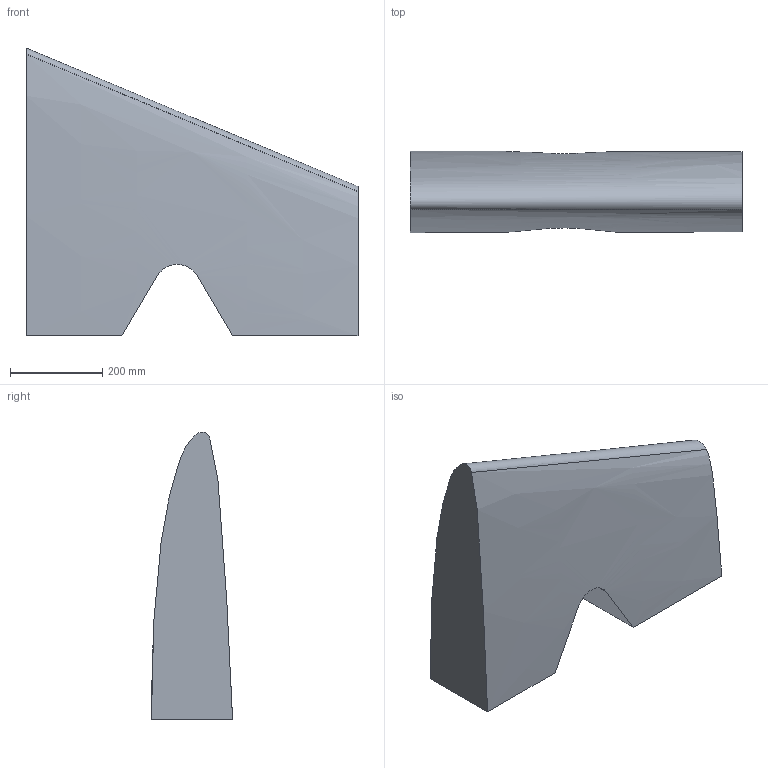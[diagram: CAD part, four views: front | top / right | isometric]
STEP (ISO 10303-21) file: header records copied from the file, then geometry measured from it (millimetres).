
FILE_DESCRIPTION (( 'STEP AP214' ), '1' );
FILE_NAME ('Wing tank.STEP', '2024-11-18T15:42:57', ( '' ), ( '' ), 'SwSTEP 2.0', 'SolidWorks 2017', '' );
FILE_SCHEMA (( 'AUTOMOTIVE_DESIGN' ));
Length unit declared in the file: millimetre
Products named in the file (1): Wing tank
Bounding box: 720 x 176 x 623.95 mm (x, y, z)
Volume: 41918290.9 mm3; surface area: 952739.1 mm2
Topology: 1 solids, 1 shells, 10 faces, 26 edges, 18 vertices
Faces by surface type: bspline 4, plane 4, cylinder 2
Entity records: 908 total; most frequent: CARTESIAN_POINT 671, ORIENTED_EDGE 52, EDGE_CURVE 26, DIRECTION 23, B_SPLINE_CURVE_WITH_KNOTS 19, VERTEX_POINT 18, FACE_OUTER_BOUND 10, ADVANCED_FACE 10
